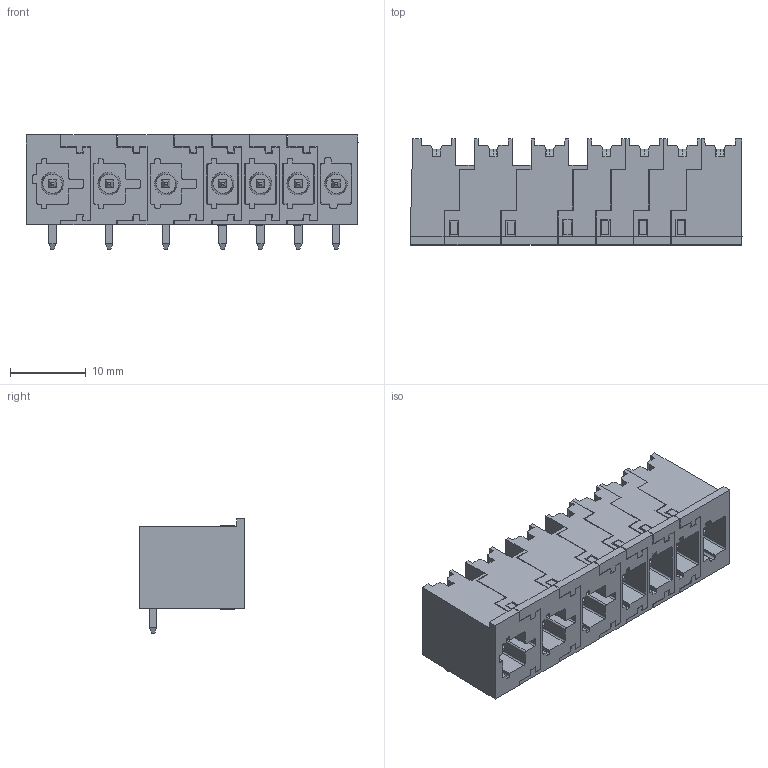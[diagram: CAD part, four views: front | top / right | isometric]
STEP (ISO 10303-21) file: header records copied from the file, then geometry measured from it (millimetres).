
FILE_DESCRIPTION(('CATIA V5 STEP Exchange','CAx-IF Rec.Pracs.--- Model Styling and Organization---1.4--- 2014-01-23'),'2;1');
FILE_NAME ('1361799-3_0', '2022-10-26T10:56:26+00:00', ('none'), ('Weidmueller'), 'CATIA Version 5-6 Release 2016 SP3 HF44', 'CATIA V5 STEP AP214', 'none');
FILE_SCHEMA(('AUTOMOTIVE_DESIGN { 1 0 10303 214 1 1 1 1 }'));
Length unit declared in the file: millimetre
Products named in the file (1): 8000078342
Bounding box: 43.9 x 14 x 15.1 mm (x, y, z)
Volume: 4585.2 mm3; surface area: 8019 mm2
Topology: 14 solids, 14 shells, 853 faces, 2388 edges, 1576 vertices
Faces by surface type: plane 739, extrusion 36, cylinder 36, revolution 28, cone 14
Entity records: 29028 total; most frequent: CARTESIAN_POINT 6548, ORIENTED_EDGE 4776, DIRECTION 3891, EDGE_CURVE 2388, VECTOR 2189, LINE 2153, VERTEX_POINT 1576, EDGE_LOOP 904
